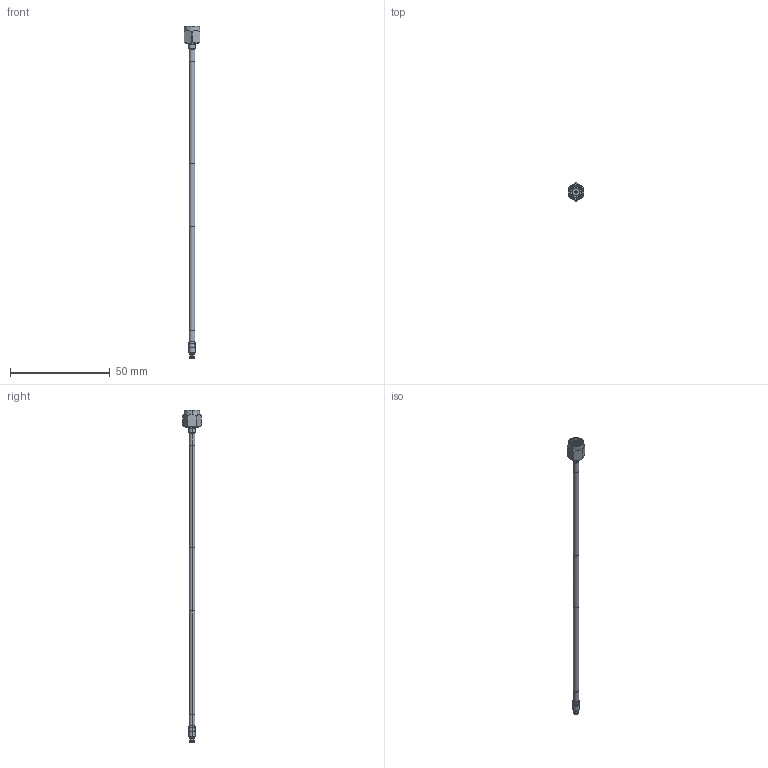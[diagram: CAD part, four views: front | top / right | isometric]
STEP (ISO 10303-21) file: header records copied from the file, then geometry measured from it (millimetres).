
FILE_DESCRIPTION (( 'STEP AP214' ), '1' );
FILE_NAME ('FMC00703_3D.step', '2023-02-06T16:20:10', ( '' ), ( '' ), 'SwSTEP 2.0', 'SolidWorks 2022', '' );
FILE_SCHEMA (( 'AUTOMOTIVE_DESIGN' ));
Length unit declared in the file: inch
Products named in the file (5): Copy of SC3020^FMC00703; Part1^FMC00703; Copy of PE44974 ¦ SC5431^FMC00703; FMC00703_3D; Copy of FM-SR086TBJ^FMC00703
Assembly tree (4 placements, depth 2):
  FMC00703_3D
    Copy of SC3020^FMC00703
    Copy of PE44974 ¦ SC5431^FMC00703
    Copy of FM-SR086TBJ^FMC00703
    Part1^FMC00703
Bounding box: 7.94 x 9.12 x 166.4 mm (x, y, z)
Volume: 1315 mm3; surface area: 2249 mm2
Topology: 5 solids, 5 shells, 228 faces, 561 edges, 354 vertices
Faces by surface type: cylinder 82, plane 67, cone 62, bspline 9, torus 8
Entity records: 10094 total; most frequent: CARTESIAN_POINT 3004, DIRECTION 1125, ORIENTED_EDGE 1122, EDGE_CURVE 561, AXIS2_PLACEMENT_3D 457, VERTEX_POINT 354, EDGE_LOOP 247, CIRCLE 231
